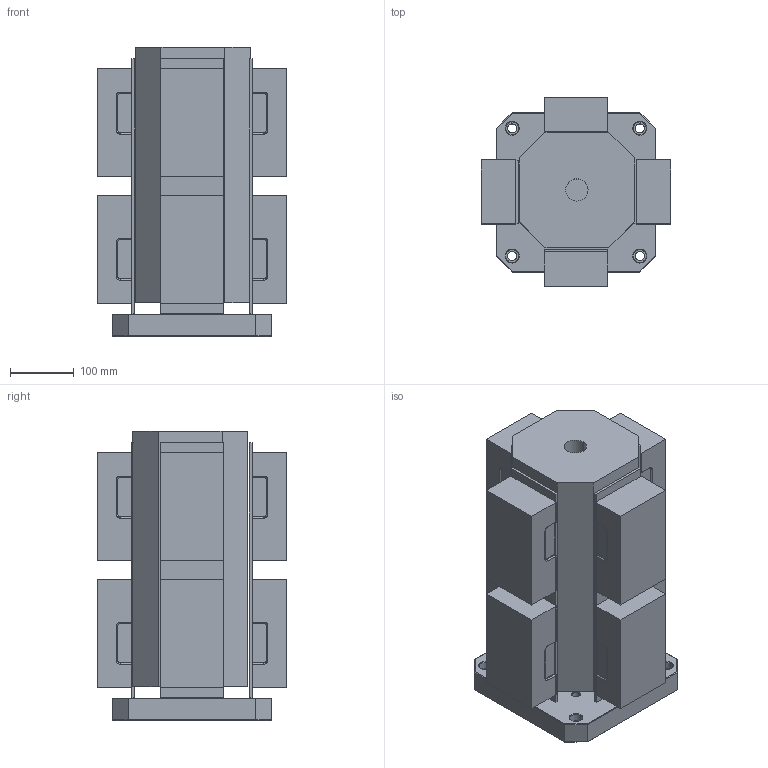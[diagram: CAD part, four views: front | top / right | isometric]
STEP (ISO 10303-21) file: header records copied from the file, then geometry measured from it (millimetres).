
FILE_DESCRIPTION (( 'STEP AP203' ), '1' );
FILE_NAME ('1040.STEP', '2025-03-15T09:08:45', ( '微软用户' ), ( '微软中国' ), 'SwSTEP 2.0', 'SolidWorks 2016', '' );
FILE_SCHEMA (( 'CONFIG_CONTROL_DESIGN' ));
Length unit declared in the file: millimetre
Products named in the file (7): 4_2; Assem1_1; 3_2; 2_2; 1040; 17_2; Assem2_3
Assembly tree (10 placements, depth 4):
  1040
    4_2
    17_2
    Assem1_1  x4
      3_2
      Assem2_3
        2_2
Bounding box: 296 x 296 x 452.76 mm (x, y, z)
Volume: 21205437.2 mm3; surface area: 1328091.4 mm2
Topology: 14 solids, 14 shells, 414 faces, 1016 edges, 634 vertices
Faces by surface type: plane 212, cylinder 122, cone 48, bspline 32
Entity records: 5949 total; most frequent: DIRECTION 934, CARTESIAN_POINT 927, ORIENTED_EDGE 820, EDGE_CURVE 410, AXIS2_PLACEMENT_3D 341, VERTEX_POINT 254, LINE 252, VECTOR 252
